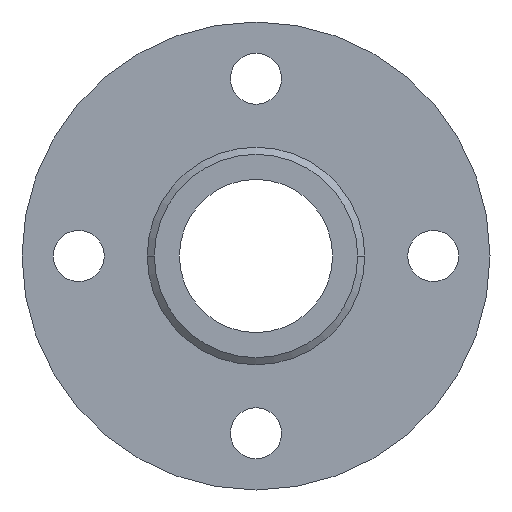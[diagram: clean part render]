
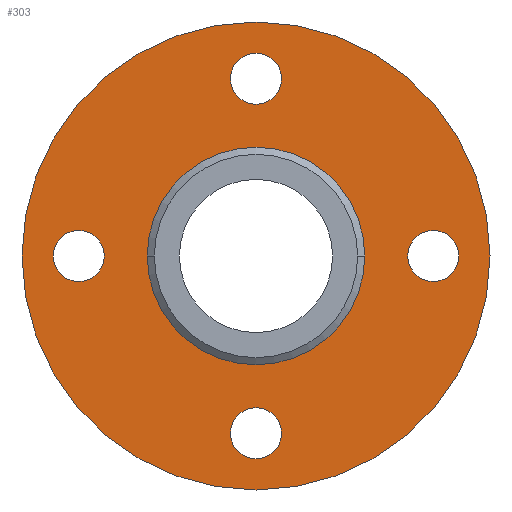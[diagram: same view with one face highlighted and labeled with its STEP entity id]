
A CAD part, front view. The second image highlights one B-rep face of the part: STEP entity #303.
In plain terms, the highlighted planar face has unit normal (0, -1, 0).
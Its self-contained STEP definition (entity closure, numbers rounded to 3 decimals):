
#1 = ORIENTED_EDGE ( 'NONE', *, *, #706, .F. ) ;
#8 = CIRCLE ( 'NONE', #202, 9. ) ;
#11 = CIRCLE ( 'NONE', #26, 38.346 ) ;
#26 = AXIS2_PLACEMENT_3D ( 'NONE', #761, #228, #488 ) ;
#27 = ORIENTED_EDGE ( 'NONE', *, *, #993, .F. ) ;
#35 = DIRECTION ( 'NONE',  ( 0., -1., 0. ) ) ;
#41 = DIRECTION ( 'NONE',  ( -1., 0., 0. ) ) ;
#55 = CARTESIAN_POINT ( 'NONE',  ( 0., 2., -53.5 ) ) ;
#58 = EDGE_CURVE ( 'NONE', #718, #830, #864, .T. ) ;
#79 = CARTESIAN_POINT ( 'NONE',  ( 0., 2., 62.5 ) ) ;
#98 = CARTESIAN_POINT ( 'NONE',  ( 0., 2., -71.5 ) ) ;
#109 = DIRECTION ( 'NONE',  ( 0., 0., -1. ) ) ;
#110 = EDGE_CURVE ( 'NONE', #252, #454, #8, .T. ) ;
#117 = VERTEX_POINT ( 'NONE', #840 ) ;
#121 = CIRCLE ( 'NONE', #142, 9. ) ;
#129 = EDGE_CURVE ( 'NONE', #981, #164, #121, .T. ) ;
#142 = AXIS2_PLACEMENT_3D ( 'NONE', #582, #35, #399 ) ;
#148 = DIRECTION ( 'NONE',  ( 0., 1., 0. ) ) ;
#152 = ORIENTED_EDGE ( 'NONE', *, *, #975, .F. ) ;
#153 = CARTESIAN_POINT ( 'NONE',  ( 38.346, 2., 0. ) ) ;
#162 = DIRECTION ( 'NONE',  ( -1., 0., 0. ) ) ;
#164 = VERTEX_POINT ( 'NONE', #1115 ) ;
#171 = ORIENTED_EDGE ( 'NONE', *, *, #1177, .F. ) ;
#185 = CIRCLE ( 'NONE', #732, 38.346 ) ;
#202 = AXIS2_PLACEMENT_3D ( 'NONE', #491, #220, #471 ) ;
#215 = EDGE_LOOP ( 'NONE', ( #640, #526 ) ) ;
#216 = ORIENTED_EDGE ( 'NONE', *, *, #1144, .F. ) ;
#220 = DIRECTION ( 'NONE',  ( 0., -1., 0. ) ) ;
#228 = DIRECTION ( 'NONE',  ( 0., 1., 0. ) ) ;
#238 = CARTESIAN_POINT ( 'NONE',  ( 0., 2., 0. ) ) ;
#241 = CIRCLE ( 'NONE', #1074, 9. ) ;
#252 = VERTEX_POINT ( 'NONE', #55 ) ;
#268 = DIRECTION ( 'NONE',  ( 0., -1., 0. ) ) ;
#275 = CARTESIAN_POINT ( 'NONE',  ( -62.5, 2., 0. ) ) ;
#281 = CARTESIAN_POINT ( 'NONE',  ( 62.5, 2., 0. ) ) ;
#303 = ADVANCED_FACE ( 'NONE', ( #1147, #423, #698, #1058, #978, #606 ), #793, .T. ) ;
#334 = DIRECTION ( 'NONE',  ( 0., -1., 0. ) ) ;
#341 = EDGE_CURVE ( 'NONE', #803, #739, #638, .T. ) ;
#376 = EDGE_CURVE ( 'NONE', #164, #981, #241, .T. ) ;
#391 = AXIS2_PLACEMENT_3D ( 'NONE', #79, #268, #979 ) ;
#399 = DIRECTION ( 'NONE',  ( 0., 0., -1. ) ) ;
#407 = AXIS2_PLACEMENT_3D ( 'NONE', #408, #334, #601 ) ;
#408 = CARTESIAN_POINT ( 'NONE',  ( 0., 2., -62.5 ) ) ;
#413 = CARTESIAN_POINT ( 'NONE',  ( -53.5, 2., 0. ) ) ;
#423 = FACE_BOUND ( 'NONE', #1164, .T. ) ;
#425 = CARTESIAN_POINT ( 'NONE',  ( 0., 2., 0. ) ) ;
#428 = CARTESIAN_POINT ( 'NONE',  ( 0., 2., 71.5 ) ) ;
#444 = CIRCLE ( 'NONE', #391, 9. ) ;
#449 = DIRECTION ( 'NONE',  ( -1., 0., 0. ) ) ;
#454 = VERTEX_POINT ( 'NONE', #98 ) ;
#471 = DIRECTION ( 'NONE',  ( 1., 0., 0. ) ) ;
#488 = DIRECTION ( 'NONE',  ( -1., 0., 0. ) ) ;
#491 = CARTESIAN_POINT ( 'NONE',  ( 0., 2., -62.5 ) ) ;
#492 = CARTESIAN_POINT ( 'NONE',  ( 0., 2., 0. ) ) ;
#495 = DIRECTION ( 'NONE',  ( 0., -1., 0. ) ) ;
#496 = AXIS2_PLACEMENT_3D ( 'NONE', #616, #980, #162 ) ;
#504 = DIRECTION ( 'NONE',  ( -1., 0., 0. ) ) ;
#526 = ORIENTED_EDGE ( 'NONE', *, *, #129, .F. ) ;
#532 = VERTEX_POINT ( 'NONE', #1125 ) ;
#543 = VERTEX_POINT ( 'NONE', #1104 ) ;
#555 = CARTESIAN_POINT ( 'NONE',  ( 0., 2., 53.5 ) ) ;
#582 = CARTESIAN_POINT ( 'NONE',  ( -62.5, 2., 0. ) ) ;
#598 = AXIS2_PLACEMENT_3D ( 'NONE', #281, #1085, #928 ) ;
#601 = DIRECTION ( 'NONE',  ( 1., 0., 0. ) ) ;
#606 = FACE_OUTER_BOUND ( 'NONE', #617, .T. ) ;
#612 = DIRECTION ( 'NONE',  ( 0., -1., 0. ) ) ;
#616 = CARTESIAN_POINT ( 'NONE',  ( 0., 2., 62.5 ) ) ;
#617 = EDGE_LOOP ( 'NONE', ( #27, #216 ) ) ;
#624 = CIRCLE ( 'NONE', #1110, 82.5 ) ;
#638 = CIRCLE ( 'NONE', #598, 9. ) ;
#640 = ORIENTED_EDGE ( 'NONE', *, *, #376, .F. ) ;
#641 = CIRCLE ( 'NONE', #1093, 82.5 ) ;
#663 = VERTEX_POINT ( 'NONE', #153 ) ;
#674 = EDGE_LOOP ( 'NONE', ( #1, #1134 ) ) ;
#678 = CIRCLE ( 'NONE', #407, 9. ) ;
#698 = FACE_BOUND ( 'NONE', #674, .T. ) ;
#704 = DIRECTION ( 'NONE',  ( 1., 0., 0. ) ) ;
#706 = EDGE_CURVE ( 'NONE', #739, #803, #986, .T. ) ;
#718 = VERTEX_POINT ( 'NONE', #428 ) ;
#732 = AXIS2_PLACEMENT_3D ( 'NONE', #238, #148, #504 ) ;
#739 = VERTEX_POINT ( 'NONE', #1063 ) ;
#740 = CARTESIAN_POINT ( 'NONE',  ( 53.5, 2., 0. ) ) ;
#748 = AXIS2_PLACEMENT_3D ( 'NONE', #1155, #612, #704 ) ;
#761 = CARTESIAN_POINT ( 'NONE',  ( 0., 2., 0. ) ) ;
#762 = ORIENTED_EDGE ( 'NONE', *, *, #110, .F. ) ;
#776 = EDGE_CURVE ( 'NONE', #543, #663, #185, .T. ) ;
#793 = PLANE ( 'NONE',  #748 ) ;
#803 = VERTEX_POINT ( 'NONE', #740 ) ;
#830 = VERTEX_POINT ( 'NONE', #555 ) ;
#840 = CARTESIAN_POINT ( 'NONE',  ( 82.5, 2., 0. ) ) ;
#853 = EDGE_LOOP ( 'NONE', ( #859, #1138 ) ) ;
#859 = ORIENTED_EDGE ( 'NONE', *, *, #776, .T. ) ;
#862 = DIRECTION ( 'NONE',  ( 0., 1., 0. ) ) ;
#864 = CIRCLE ( 'NONE', #496, 9. ) ;
#925 = AXIS2_PLACEMENT_3D ( 'NONE', #1069, #495, #1057 ) ;
#928 = DIRECTION ( 'NONE',  ( 0., 0., 1. ) ) ;
#966 = EDGE_CURVE ( 'NONE', #663, #543, #11, .T. ) ;
#975 = EDGE_CURVE ( 'NONE', #454, #252, #678, .T. ) ;
#978 = FACE_BOUND ( 'NONE', #853, .T. ) ;
#979 = DIRECTION ( 'NONE',  ( -1., 0., 0. ) ) ;
#980 = DIRECTION ( 'NONE',  ( 0., -1., 0. ) ) ;
#981 = VERTEX_POINT ( 'NONE', #413 ) ;
#986 = CIRCLE ( 'NONE', #925, 9. ) ;
#993 = EDGE_CURVE ( 'NONE', #532, #117, #624, .T. ) ;
#1024 = ORIENTED_EDGE ( 'NONE', *, *, #58, .F. ) ;
#1057 = DIRECTION ( 'NONE',  ( 0., 0., 1. ) ) ;
#1058 = FACE_BOUND ( 'NONE', #1151, .T. ) ;
#1063 = CARTESIAN_POINT ( 'NONE',  ( 71.5, 2., 0. ) ) ;
#1069 = CARTESIAN_POINT ( 'NONE',  ( 62.5, 2., 0. ) ) ;
#1074 = AXIS2_PLACEMENT_3D ( 'NONE', #275, #1097, #109 ) ;
#1085 = DIRECTION ( 'NONE',  ( 0., -1., 0. ) ) ;
#1093 = AXIS2_PLACEMENT_3D ( 'NONE', #425, #1156, #449 ) ;
#1097 = DIRECTION ( 'NONE',  ( 0., -1., 0. ) ) ;
#1104 = CARTESIAN_POINT ( 'NONE',  ( -38.346, 2., 0. ) ) ;
#1110 = AXIS2_PLACEMENT_3D ( 'NONE', #492, #862, #41 ) ;
#1115 = CARTESIAN_POINT ( 'NONE',  ( -71.5, 2., 0. ) ) ;
#1125 = CARTESIAN_POINT ( 'NONE',  ( -82.5, 2., 0. ) ) ;
#1134 = ORIENTED_EDGE ( 'NONE', *, *, #341, .F. ) ;
#1138 = ORIENTED_EDGE ( 'NONE', *, *, #966, .T. ) ;
#1144 = EDGE_CURVE ( 'NONE', #117, #532, #641, .T. ) ;
#1147 = FACE_BOUND ( 'NONE', #215, .T. ) ;
#1151 = EDGE_LOOP ( 'NONE', ( #152, #762 ) ) ;
#1155 = CARTESIAN_POINT ( 'NONE',  ( -38.346, 2., 0. ) ) ;
#1156 = DIRECTION ( 'NONE',  ( 0., 1., 0. ) ) ;
#1164 = EDGE_LOOP ( 'NONE', ( #1024, #171 ) ) ;
#1177 = EDGE_CURVE ( 'NONE', #830, #718, #444, .T. ) ;
